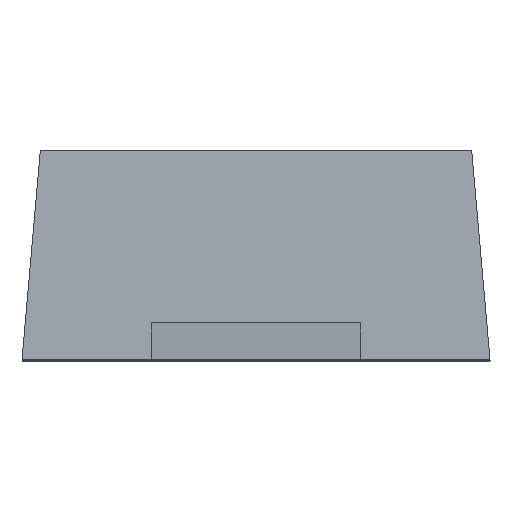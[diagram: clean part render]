
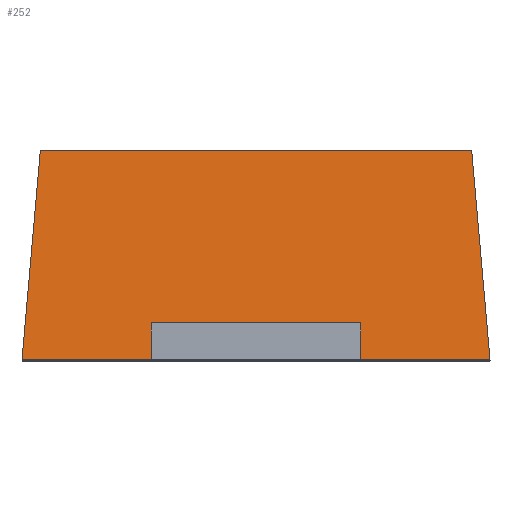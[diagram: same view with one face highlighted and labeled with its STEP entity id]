
A CAD part, top view. The second image highlights one B-rep face of the part: STEP entity #252.
In plain terms, the highlighted planar face has unit normal (0, 0.087, 0.996).
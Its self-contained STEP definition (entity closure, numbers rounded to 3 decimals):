
#5 = CARTESIAN_POINT ( 'NONE',  ( 0.928, 0.254, 1.453 ) ) ;
#11 = LINE ( 'NONE', #821, #893 ) ;
#35 = EDGE_CURVE ( 'NONE', #513, #1008, #957, .T. ) ;
#44 = DIRECTION ( 'NONE',  ( -1., 0., 0. ) ) ;
#62 = ORIENTED_EDGE ( 'NONE', *, *, #461, .F. ) ;
#110 = DIRECTION ( 'NONE',  ( 0.087, -0.992, 0.087 ) ) ;
#113 = LINE ( 'NONE', #930, #692 ) ;
#136 = CARTESIAN_POINT ( 'NONE',  ( -0.95, 0., 1.475 ) ) ;
#146 = FACE_OUTER_BOUND ( 'NONE', #354, .T. ) ;
#163 = VERTEX_POINT ( 'NONE', #597 ) ;
#220 = VECTOR ( 'NONE', #534, 1000. ) ;
#224 = DIRECTION ( 'NONE',  ( -0.087, -0.992, 0.087 ) ) ;
#252 = ADVANCED_FACE ( 'NONE', ( #146 ), #450, .T. ) ;
#256 = ORIENTED_EDGE ( 'NONE', *, *, #614, .F. ) ;
#305 = VECTOR ( 'NONE', #44, 1000. ) ;
#310 = ORIENTED_EDGE ( 'NONE', *, *, #746, .T. ) ;
#354 = EDGE_LOOP ( 'NONE', ( #1050, #310, #256, #1266, #616, #62, #1069, #1158 ) ) ;
#369 = VERTEX_POINT ( 'NONE', #1333 ) ;
#374 = EDGE_CURVE ( 'NONE', #513, #1016, #396, .T. ) ;
#396 = LINE ( 'NONE', #1229, #1064 ) ;
#416 = CARTESIAN_POINT ( 'NONE',  ( 0.425, 0.15, 1.462 ) ) ;
#450 = PLANE ( 'NONE',  #658 ) ;
#461 = EDGE_CURVE ( 'NONE', #1016, #369, #1030, .T. ) ;
#464 = VERTEX_POINT ( 'NONE', #923 ) ;
#475 = CARTESIAN_POINT ( 'NONE',  ( -0.425, 0., 1.475 ) ) ;
#513 = VERTEX_POINT ( 'NONE', #810 ) ;
#520 = DIRECTION ( 'NONE',  ( 1., 0., 0. ) ) ;
#534 = DIRECTION ( 'NONE',  ( 1., 0., 0. ) ) ;
#579 = CARTESIAN_POINT ( 'NONE',  ( -0.425, 0., 1.475 ) ) ;
#597 = CARTESIAN_POINT ( 'NONE',  ( 0.425, 0., 1.475 ) ) ;
#614 = EDGE_CURVE ( 'NONE', #833, #464, #782, .T. ) ;
#616 = ORIENTED_EDGE ( 'NONE', *, *, #1232, .T. ) ;
#636 = DIRECTION ( 'NONE',  ( 0., 0.087, 0.996 ) ) ;
#640 = VECTOR ( 'NONE', #903, 1000. ) ;
#647 = CARTESIAN_POINT ( 'NONE',  ( -0.95, 0., 1.475 ) ) ;
#658 = AXIS2_PLACEMENT_3D ( 'NONE', #1164, #636, #1122 ) ;
#671 = VERTEX_POINT ( 'NONE', #579 ) ;
#692 = VECTOR ( 'NONE', #1135, 1000. ) ;
#707 = LINE ( 'NONE', #475, #640 ) ;
#746 = EDGE_CURVE ( 'NONE', #671, #464, #707, .T. ) ;
#782 = LINE ( 'NONE', #1284, #305 ) ;
#810 = CARTESIAN_POINT ( 'NONE',  ( -0.876, 0.85, 1.401 ) ) ;
#816 = DIRECTION ( 'NONE',  ( 1., 0., 0. ) ) ;
#821 = CARTESIAN_POINT ( 'NONE',  ( -0.95, 0., 1.475 ) ) ;
#833 = VERTEX_POINT ( 'NONE', #416 ) ;
#865 = VECTOR ( 'NONE', #224, 1000. ) ;
#875 = CARTESIAN_POINT ( 'NONE',  ( -0.95, 0., 1.475 ) ) ;
#893 = VECTOR ( 'NONE', #520, 1000. ) ;
#903 = DIRECTION ( 'NONE',  ( 0., 0.996, -0.087 ) ) ;
#923 = CARTESIAN_POINT ( 'NONE',  ( -0.425, 0.15, 1.462 ) ) ;
#930 = CARTESIAN_POINT ( 'NONE',  ( 0.425, 0., 1.475 ) ) ;
#957 = LINE ( 'NONE', #647, #865 ) ;
#1008 = VERTEX_POINT ( 'NONE', #875 ) ;
#1016 = VERTEX_POINT ( 'NONE', #1203 ) ;
#1030 = LINE ( 'NONE', #5, #1309 ) ;
#1034 = EDGE_CURVE ( 'NONE', #1008, #671, #1065, .T. ) ;
#1050 = ORIENTED_EDGE ( 'NONE', *, *, #1034, .T. ) ;
#1064 = VECTOR ( 'NONE', #816, 1000. ) ;
#1065 = LINE ( 'NONE', #136, #220 ) ;
#1069 = ORIENTED_EDGE ( 'NONE', *, *, #374, .F. ) ;
#1122 = DIRECTION ( 'NONE',  ( 0., -0.996, 0.087 ) ) ;
#1135 = DIRECTION ( 'NONE',  ( 0., -0.996, 0.087 ) ) ;
#1158 = ORIENTED_EDGE ( 'NONE', *, *, #35, .T. ) ;
#1164 = CARTESIAN_POINT ( 'NONE',  ( -0.95, 0., 1.475 ) ) ;
#1203 = CARTESIAN_POINT ( 'NONE',  ( 0.876, 0.85, 1.401 ) ) ;
#1229 = CARTESIAN_POINT ( 'NONE',  ( -0.95, 0.85, 1.401 ) ) ;
#1232 = EDGE_CURVE ( 'NONE', #163, #369, #11, .T. ) ;
#1266 = ORIENTED_EDGE ( 'NONE', *, *, #1274, .T. ) ;
#1274 = EDGE_CURVE ( 'NONE', #833, #163, #113, .T. ) ;
#1284 = CARTESIAN_POINT ( 'NONE',  ( -0.95, 0.15, 1.462 ) ) ;
#1309 = VECTOR ( 'NONE', #110, 1000. ) ;
#1333 = CARTESIAN_POINT ( 'NONE',  ( 0.95, 0., 1.475 ) ) ;
